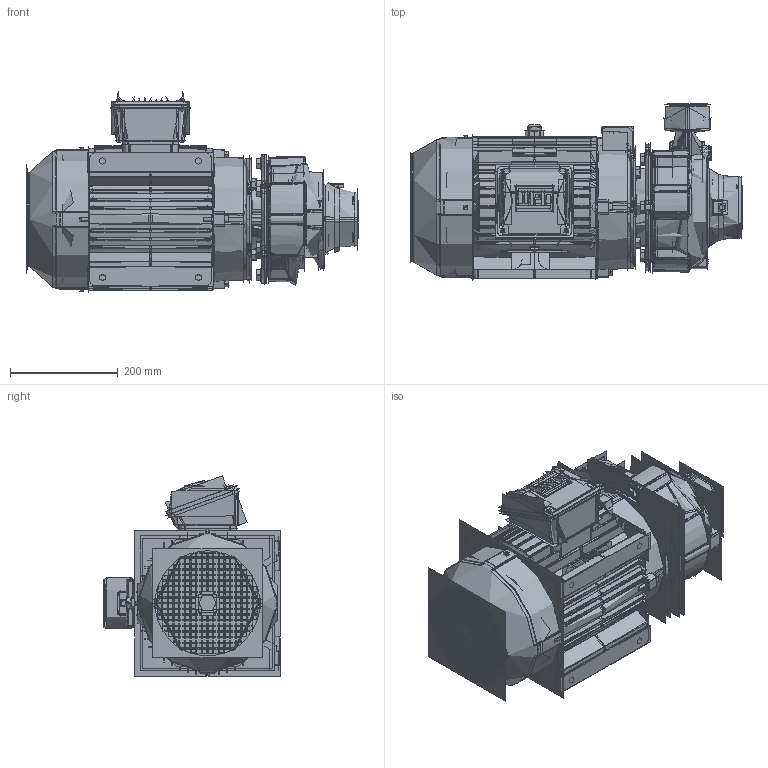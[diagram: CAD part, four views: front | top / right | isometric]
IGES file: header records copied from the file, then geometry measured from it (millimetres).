
Start section:  PTC IGES file: 879999425_asm.igs
Global section: file name: 879999425_asm.igs; native system: Creo Parametric by PTC Inc.; preprocessor: 2019224; author: santl04; organization: Unknown; date: 20201007.190104; units: millimetre
Bounding box: 616.38 x 328.45 x 372.22 mm (x, y, z)
Volume: 51175281.8 mm3; surface area: 21266931.3 mm2
Topology: 45 solids, 54 shells, 10670 faces, 60170 edges, 80717 vertices
Faces by surface type: bspline 8378, revolution 2287, extrusion 5
